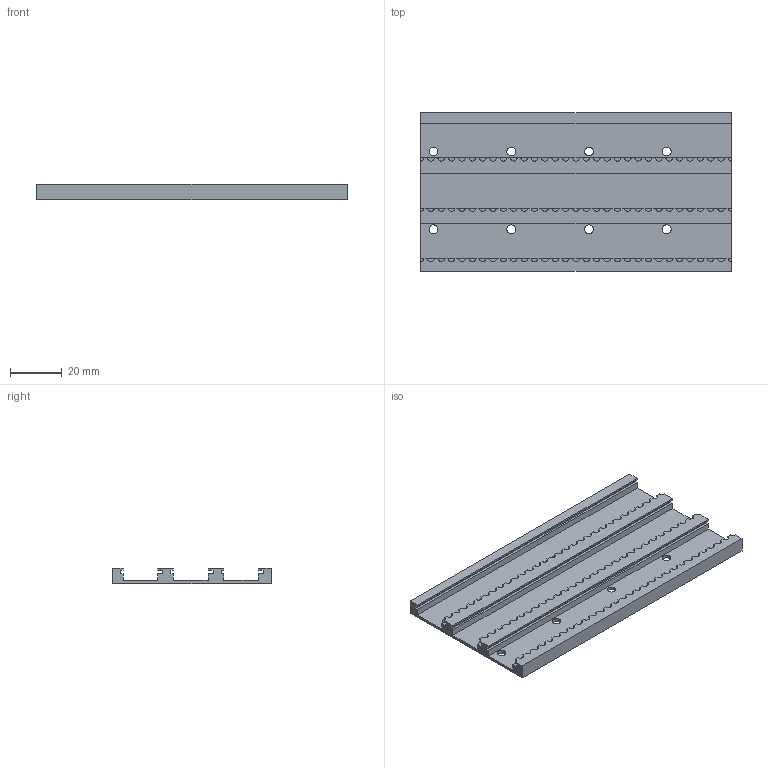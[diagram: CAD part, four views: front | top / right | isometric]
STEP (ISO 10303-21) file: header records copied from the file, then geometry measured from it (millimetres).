
FILE_DESCRIPTION(/* description */ (''),/* implementation_level */ '2;1');
FILE_NAME(/* name */ 'Plate Feeder for larger components v47.step',/* time_stamp */ '2021-02-02T12:57:18+01:00',/* author */ (''),/* organization */ (''),/* preprocessor_version */ 'ST-DEVELOPER v18.1',/* originating_system */ 'Autodesk Translation Framework v9.7.1.1290',/* authorisation */ '');
FILE_SCHEMA (('AUTOMOTIVE_DESIGN { 1 0 10303 214 3 1 1 }'));
Length unit declared in the file: millimetre
Products named in the file (1): Plate Feeder for larger components
Bounding box: 120 x 61.2 x 5.8 mm (x, y, z)
Volume: 18662.3 mm3; surface area: 21421.8 mm2
Topology: 1 solids, 1 shells, 230 faces, 684 edges, 456 vertices
Faces by surface type: plane 129, cylinder 101
Full cylindrical faces by diameter (mm): 3.4 x8
Entity records: 7815 total; most frequent: CARTESIAN_POINT 1371, ORIENTED_EDGE 1368, DIRECTION 1348, EDGE_CURVE 684, LINE 482, VECTOR 482, VERTEX_POINT 456, AXIS2_PLACEMENT_3D 433
